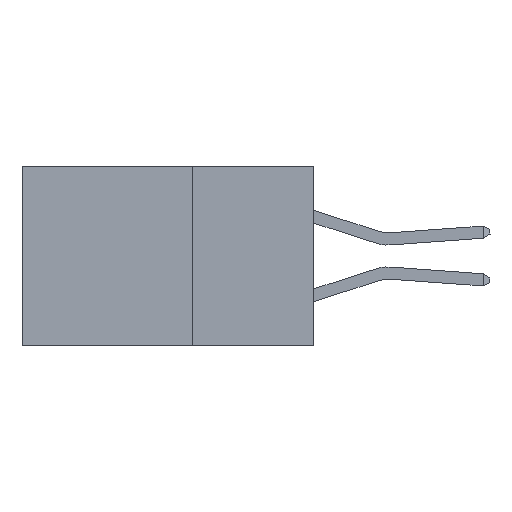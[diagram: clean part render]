
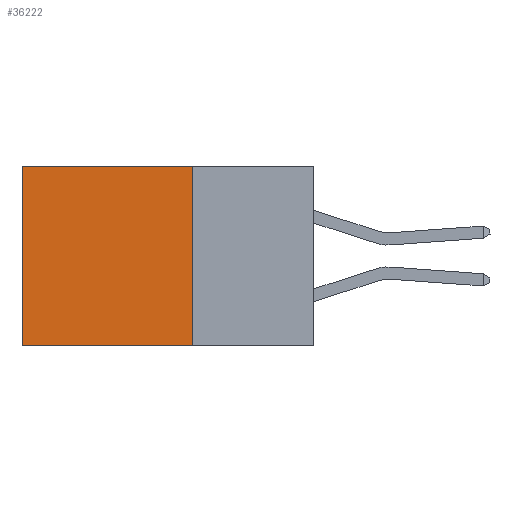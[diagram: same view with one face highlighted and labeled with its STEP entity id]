
A CAD part, left-side view. The second image highlights one B-rep face of the part: STEP entity #36222.
In plain terms, the highlighted planar face has unit normal (-1, 0, 0).
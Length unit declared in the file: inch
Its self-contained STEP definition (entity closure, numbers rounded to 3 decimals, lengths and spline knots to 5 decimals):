
#127 = LINE ( 'NONE', #15858, #6899 ) ;
#132 = ORIENTED_EDGE ( 'NONE', *, *, #1646, .T. ) ;
#1646 = EDGE_CURVE ( 'NONE', #5552, #2732, #33279, .T. ) ;
#2732 = VERTEX_POINT ( 'NONE', #11731 ) ;
#5518 = PLANE ( 'NONE',  #20664 ) ;
#5552 = VERTEX_POINT ( 'NONE', #30117 ) ;
#6359 = VECTOR ( 'NONE', #30267, 39.37008 ) ;
#6899 = VECTOR ( 'NONE', #19529, 39.37008 ) ;
#7132 = LINE ( 'NONE', #17255, #42302 ) ;
#11731 = CARTESIAN_POINT ( 'NONE',  ( 0.2875, 0.6, 0. ) ) ;
#11976 = FACE_OUTER_BOUND ( 'NONE', #13724, .T. ) ;
#13180 = ORIENTED_EDGE ( 'NONE', *, *, #19214, .F. ) ;
#13724 = EDGE_LOOP ( 'NONE', ( #16008, #29160, #13180, #132 ) ) ;
#15858 = CARTESIAN_POINT ( 'NONE',  ( 0.2875, 0.25, -0.37 ) ) ;
#16008 = ORIENTED_EDGE ( 'NONE', *, *, #39577, .T. ) ;
#17094 = CARTESIAN_POINT ( 'NONE',  ( 0.2875, 0.25, 0. ) ) ;
#17255 = CARTESIAN_POINT ( 'NONE',  ( 0.2875, 0.25, 0. ) ) ;
#18609 = DIRECTION ( 'NONE',  ( 0., 0., -1. ) ) ;
#19214 = EDGE_CURVE ( 'NONE', #5552, #26864, #7132, .T. ) ;
#19529 = DIRECTION ( 'NONE',  ( 0., 1., 0. ) ) ;
#20664 = AXIS2_PLACEMENT_3D ( 'NONE', #34653, #24730, #28410 ) ;
#21620 = CARTESIAN_POINT ( 'NONE',  ( 0.2875, 0.6, 0. ) ) ;
#22810 = VECTOR ( 'NONE', #18609, 39.37008 ) ;
#22854 = EDGE_CURVE ( 'NONE', #26864, #25695, #127, .T. ) ;
#24730 = DIRECTION ( 'NONE',  ( 1., 0., 0. ) ) ;
#25070 = LINE ( 'NONE', #21620, #22810 ) ;
#25695 = VERTEX_POINT ( 'NONE', #27372 ) ;
#26864 = VERTEX_POINT ( 'NONE', #34312 ) ;
#27372 = CARTESIAN_POINT ( 'NONE',  ( 0.2875, 0.6, -0.37 ) ) ;
#27609 = DIRECTION ( 'NONE',  ( 0., 0., -1. ) ) ;
#28410 = DIRECTION ( 'NONE',  ( 0., 0., -1. ) ) ;
#29160 = ORIENTED_EDGE ( 'NONE', *, *, #22854, .F. ) ;
#30117 = CARTESIAN_POINT ( 'NONE',  ( 0.2875, 0.25, 0. ) ) ;
#30267 = DIRECTION ( 'NONE',  ( 0., 1., 0. ) ) ;
#33279 = LINE ( 'NONE', #17094, #6359 ) ;
#34312 = CARTESIAN_POINT ( 'NONE',  ( 0.2875, 0.25, -0.37 ) ) ;
#34653 = CARTESIAN_POINT ( 'NONE',  ( 0.2875, 0.25, 0. ) ) ;
#36222 = ADVANCED_FACE ( 'NONE', ( #11976 ), #5518, .F. ) ;
#39577 = EDGE_CURVE ( 'NONE', #2732, #25695, #25070, .T. ) ;
#42302 = VECTOR ( 'NONE', #27609, 39.37008 ) ;
